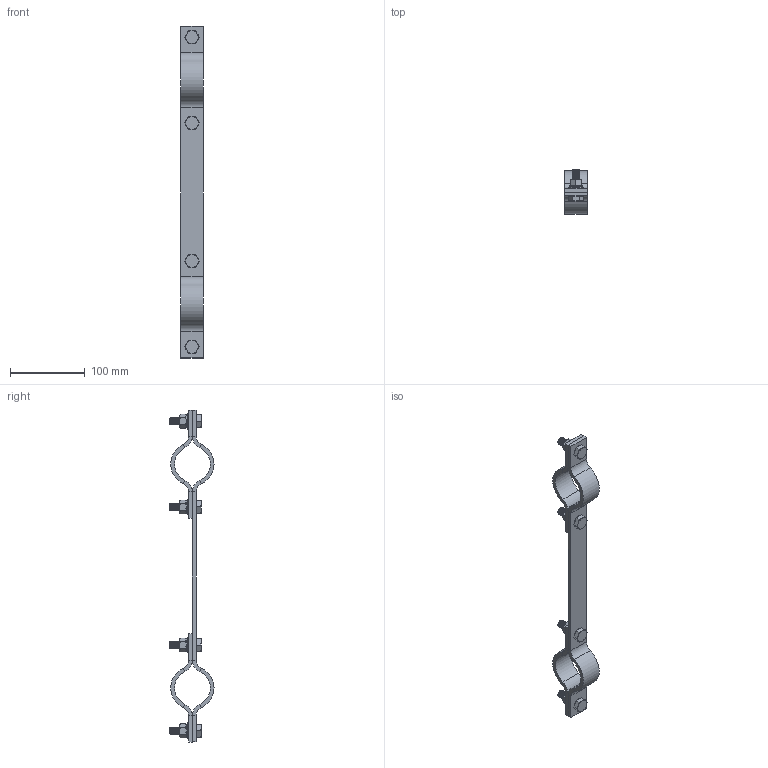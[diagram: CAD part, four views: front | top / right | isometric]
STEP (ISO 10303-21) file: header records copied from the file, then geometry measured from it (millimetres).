
FILE_DESCRIPTION (( 'STEP AP203' ), '1' );
FILE_NAME ('T31000.STEP', '2018-07-20T10:32:31', ( '' ), ( '' ), 'SwSTEP 2.0', 'SolidWorks 2016', '' );
FILE_SCHEMA (( 'CONFIG_CONTROL_DESIGN' ));
Length unit declared in the file: millimetre
Products named in the file (7): Hex Bolt_ISO 4016 - M10 x 35 x 35-WS; Hex Nut Style 1 GradeAB_Doughty Fastners_Hexagon Nut ISO - 4032 - M10 - D - S; T31000; TH009; TH668; Single Coil Rectangular Section Spring Washer_Doughty Fastners_Rectangular section spring washer BS 4464 - 10 (Type B); B Washer_Bright washer BS 4320 - M10 (Form B)
Assembly tree (19 placements, depth 2):
  T31000
    TH668
    TH009  x2
    Hex Bolt_ISO 4016 - M10 x 35 x 35-WS  x4
    Single Coil Rectangular Section Spring Washer_Doughty Fastners_Rectangular section spring washer BS 4464 - 10 (Type B)  x4
    B Washer_Bright washer BS 4320 - M10 (Form B)  x4
    Hex Nut Style 1 GradeAB_Doughty Fastners_Hexagon Nut ISO - 4032 - M10 - D - S  x4
Bounding box: 30 x 59 x 445 mm (x, y, z)
Volume: 142237.2 mm3; surface area: 76386.6 mm2
Topology: 19 solids, 19 shells, 1070 faces, 2564 edges, 1536 vertices
Faces by surface type: cone 560, cylinder 320, plane 174, torus 16
Entity records: 10385 total; most frequent: CARTESIAN_POINT 1783, DIRECTION 1756, ORIENTED_EDGE 1488, EDGE_CURVE 744, AXIS2_PLACEMENT_3D 719, VERTEX_POINT 442, CIRCLE 382, EDGE_LOOP 332
